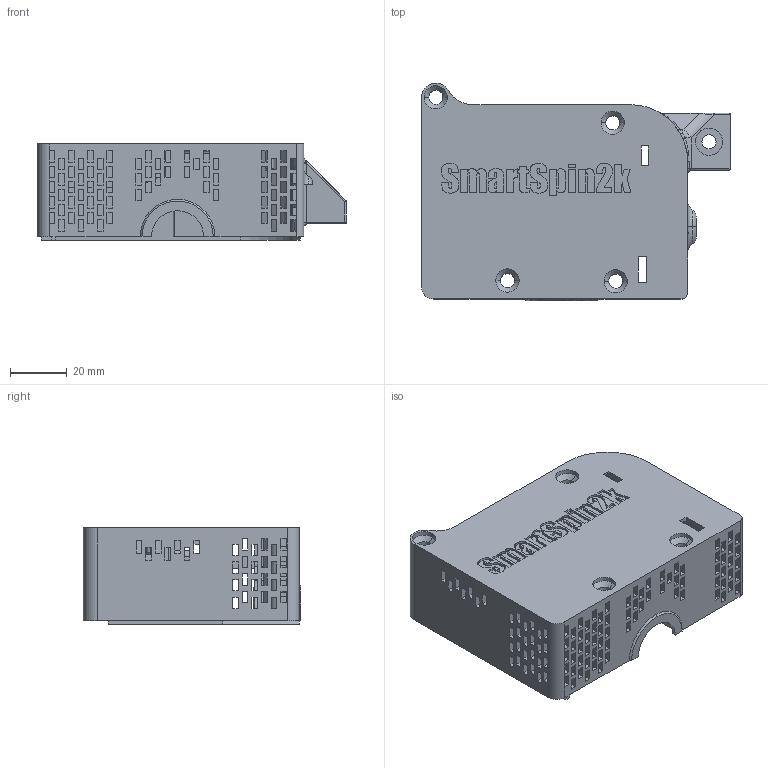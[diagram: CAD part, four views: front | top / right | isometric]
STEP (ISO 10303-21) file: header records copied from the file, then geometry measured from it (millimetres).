
FILE_DESCRIPTION (( 'STEP AP214' ), '1' );
FILE_NAME ('Body_Drawing_Right.STEP', '2022-12-19T01:46:12', ( '' ), ( '' ), 'SwSTEP 2.0', 'SolidWorks 2023', '' );
FILE_SCHEMA (( 'AUTOMOTIVE_DESIGN' ));
Length unit declared in the file: millimetre
Products named in the file (1): Body_Drawing_Right
Bounding box: 108.65 x 76.59 x 33.9 mm (x, y, z)
Volume: 51737.2 mm3; surface area: 44478.2 mm2
Topology: 1 solids, 1 shells, 974 faces, 2899 edges, 1898 vertices
Faces by surface type: plane 774, bspline 97, cylinder 70, torus 17, cone 11, sphere 5
Entity records: 37327 total; most frequent: CARTESIAN_POINT 11375, ORIENTED_EDGE 5788, DIRECTION 4595, EDGE_CURVE 2894, LINE 2445, VECTOR 2445, VERTEX_POINT 1898, EDGE_LOOP 1226
